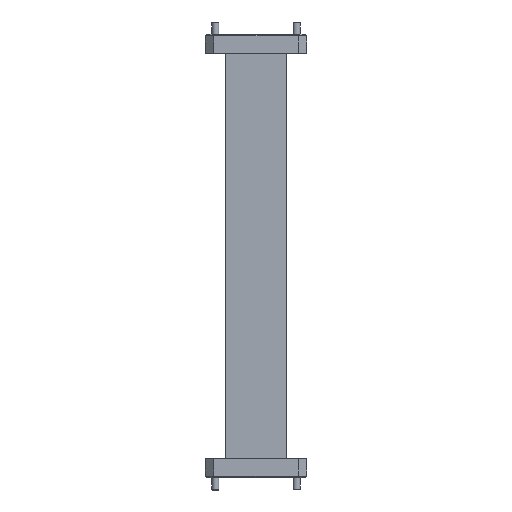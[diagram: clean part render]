
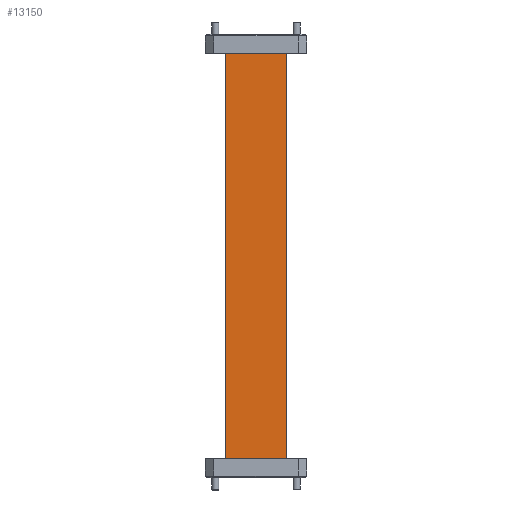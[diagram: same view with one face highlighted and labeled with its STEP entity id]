
A CAD part, front view. The second image highlights one B-rep face of the part: STEP entity #13150.
In plain terms, the highlighted planar face has unit normal (0, -1, 0).
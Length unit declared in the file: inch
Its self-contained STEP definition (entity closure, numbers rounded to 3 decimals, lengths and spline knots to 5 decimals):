
#31 = VECTOR ( 'NONE', #6702, 39.37008 ) ;
#1449 = VECTOR ( 'NONE', #15818, 39.37008 ) ;
#1980 = VERTEX_POINT ( 'NONE', #4673 ) ;
#3885 = VERTEX_POINT ( 'NONE', #9049 ) ;
#4289 = DIRECTION ( 'NONE',  ( 0., -1., 0. ) ) ;
#4476 = CARTESIAN_POINT ( 'NONE',  ( -0.41909, -0.21949, -0.25197 ) ) ;
#4520 = LINE ( 'NONE', #7896, #1449 ) ;
#4673 = CARTESIAN_POINT ( 'NONE',  ( -0.41909, -0.21949, -5.74803 ) ) ;
#4986 = FACE_OUTER_BOUND ( 'NONE', #13478, .T. ) ;
#5441 = EDGE_CURVE ( 'NONE', #14059, #3885, #13915, .T. ) ;
#5736 = DIRECTION ( 'NONE',  ( 0., 0., 1. ) ) ;
#6702 = DIRECTION ( 'NONE',  ( 1., 0., 0. ) ) ;
#6811 = CARTESIAN_POINT ( 'NONE',  ( -0.41909, -0.21949, -0.25197 ) ) ;
#6937 = CARTESIAN_POINT ( 'NONE',  ( -0.41909, -0.21949, -6.69421 ) ) ;
#7224 = CARTESIAN_POINT ( 'NONE',  ( 0.41909, -0.21949, -6.69421 ) ) ;
#7593 = EDGE_CURVE ( 'NONE', #1980, #14796, #14078, .T. ) ;
#7695 = CARTESIAN_POINT ( 'NONE',  ( 0.41909, -0.21949, -5.74803 ) ) ;
#7896 = CARTESIAN_POINT ( 'NONE',  ( -0.41909, -0.21949, -5.74803 ) ) ;
#7945 = AXIS2_PLACEMENT_3D ( 'NONE', #6937, #4289, #12329 ) ;
#8202 = ORIENTED_EDGE ( 'NONE', *, *, #5441, .T. ) ;
#8556 = ORIENTED_EDGE ( 'NONE', *, *, #16844, .F. ) ;
#8824 = ORIENTED_EDGE ( 'NONE', *, *, #7593, .F. ) ;
#8939 = VECTOR ( 'NONE', #11369, 39.37008 ) ;
#9049 = CARTESIAN_POINT ( 'NONE',  ( 0.41909, -0.21949, -0.25197 ) ) ;
#11369 = DIRECTION ( 'NONE',  ( 0., 0., 1. ) ) ;
#12212 = PLANE ( 'NONE',  #7945 ) ;
#12329 = DIRECTION ( 'NONE',  ( 0., 0., -1. ) ) ;
#13110 = VECTOR ( 'NONE', #5736, 39.37008 ) ;
#13150 = ADVANCED_FACE ( 'NONE', ( #4986 ), #12212, .T. ) ;
#13478 = EDGE_LOOP ( 'NONE', ( #8556, #8202, #16521, #8824 ) ) ;
#13915 = LINE ( 'NONE', #7224, #13110 ) ;
#14059 = VERTEX_POINT ( 'NONE', #7695 ) ;
#14078 = LINE ( 'NONE', #16558, #8939 ) ;
#14607 = EDGE_CURVE ( 'NONE', #14796, #3885, #15234, .T. ) ;
#14796 = VERTEX_POINT ( 'NONE', #4476 ) ;
#15234 = LINE ( 'NONE', #6811, #31 ) ;
#15818 = DIRECTION ( 'NONE',  ( -1., 0., 0. ) ) ;
#16521 = ORIENTED_EDGE ( 'NONE', *, *, #14607, .F. ) ;
#16558 = CARTESIAN_POINT ( 'NONE',  ( -0.41909, -0.21949, -6.69421 ) ) ;
#16844 = EDGE_CURVE ( 'NONE', #14059, #1980, #4520, .T. ) ;
